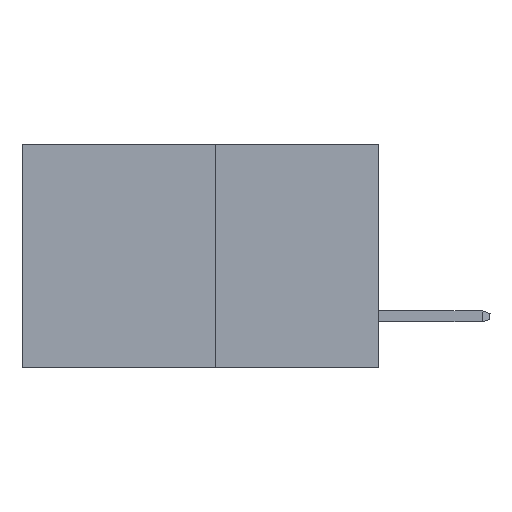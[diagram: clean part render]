
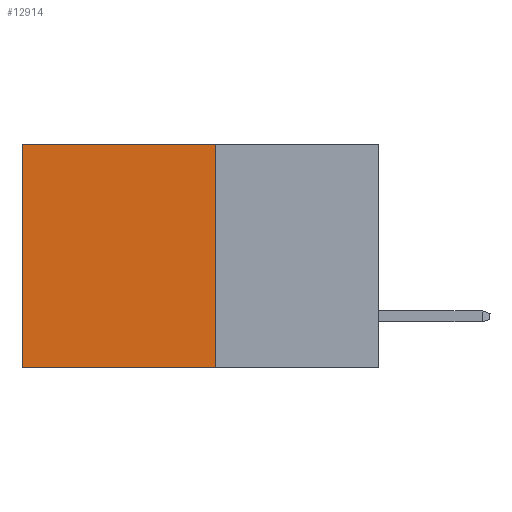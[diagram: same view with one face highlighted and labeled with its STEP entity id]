
A CAD part, left-side view. The second image highlights one B-rep face of the part: STEP entity #12914.
In plain terms, the highlighted planar face has unit normal (-1, 0, 0).
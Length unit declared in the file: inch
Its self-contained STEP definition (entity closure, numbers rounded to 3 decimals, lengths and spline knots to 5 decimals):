
#242 = CARTESIAN_POINT ( 'NONE',  ( 0.277, 0.27, -0.37 ) ) ;
#606 = CARTESIAN_POINT ( 'NONE',  ( 0.277, 0.59, -0.37 ) ) ;
#697 = VERTEX_POINT ( 'NONE', #21035 ) ;
#996 = EDGE_CURVE ( 'NONE', #20306, #5922, #16522, .T. ) ;
#3747 = EDGE_CURVE ( 'NONE', #24078, #5922, #15180, .T. ) ;
#3874 = ORIENTED_EDGE ( 'NONE', *, *, #16663, .F. ) ;
#4798 = EDGE_LOOP ( 'NONE', ( #13437, #14204, #3874, #12991 ) ) ;
#5758 = AXIS2_PLACEMENT_3D ( 'NONE', #22611, #19034, #7696 ) ;
#5922 = VERTEX_POINT ( 'NONE', #606 ) ;
#6473 = VECTOR ( 'NONE', #10813, 39.37008 ) ;
#7687 = EDGE_CURVE ( 'NONE', #697, #24078, #22813, .T. ) ;
#7696 = DIRECTION ( 'NONE',  ( 0., 0., -1. ) ) ;
#7857 = VECTOR ( 'NONE', #12552, 39.37008 ) ;
#9543 = VECTOR ( 'NONE', #20622, 39.37008 ) ;
#10104 = CARTESIAN_POINT ( 'NONE',  ( 0.277, 0.27, -0.37 ) ) ;
#10633 = CARTESIAN_POINT ( 'NONE',  ( 0.277, 0.27, 0. ) ) ;
#10813 = DIRECTION ( 'NONE',  ( 0., 1., 0. ) ) ;
#12552 = DIRECTION ( 'NONE',  ( 0., 1., 0. ) ) ;
#12914 = ADVANCED_FACE ( 'NONE', ( #20874 ), #17135, .F. ) ;
#12991 = ORIENTED_EDGE ( 'NONE', *, *, #7687, .T. ) ;
#13437 = ORIENTED_EDGE ( 'NONE', *, *, #3747, .T. ) ;
#14204 = ORIENTED_EDGE ( 'NONE', *, *, #996, .F. ) ;
#14787 = VECTOR ( 'NONE', #15496, 39.37008 ) ;
#15180 = LINE ( 'NONE', #16899, #9543 ) ;
#15496 = DIRECTION ( 'NONE',  ( 0., 0., -1. ) ) ;
#15958 = LINE ( 'NONE', #242, #14787 ) ;
#16522 = LINE ( 'NONE', #10104, #6473 ) ;
#16663 = EDGE_CURVE ( 'NONE', #697, #20306, #15958, .T. ) ;
#16899 = CARTESIAN_POINT ( 'NONE',  ( 0.277, 0.59, -0.37 ) ) ;
#17135 = PLANE ( 'NONE',  #5758 ) ;
#19034 = DIRECTION ( 'NONE',  ( 1., 0., 0. ) ) ;
#20306 = VERTEX_POINT ( 'NONE', #20360 ) ;
#20360 = CARTESIAN_POINT ( 'NONE',  ( 0.277, 0.27, -0.37 ) ) ;
#20622 = DIRECTION ( 'NONE',  ( 0., 0., -1. ) ) ;
#20874 = FACE_OUTER_BOUND ( 'NONE', #4798, .T. ) ;
#21035 = CARTESIAN_POINT ( 'NONE',  ( 0.277, 0.27, 0. ) ) ;
#22611 = CARTESIAN_POINT ( 'NONE',  ( 0.277, 0.27, -0.37 ) ) ;
#22813 = LINE ( 'NONE', #10633, #7857 ) ;
#24078 = VERTEX_POINT ( 'NONE', #24415 ) ;
#24415 = CARTESIAN_POINT ( 'NONE',  ( 0.277, 0.59, 0. ) ) ;
